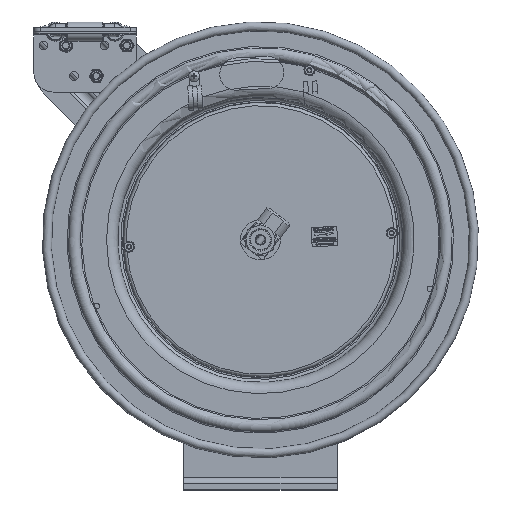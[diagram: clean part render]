
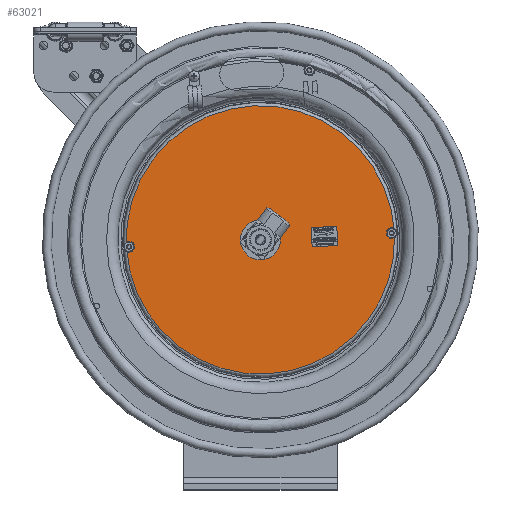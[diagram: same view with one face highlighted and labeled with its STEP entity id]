
A CAD part, top view. The second image highlights one B-rep face of the part: STEP entity #63021.
In plain terms, the highlighted planar face has unit normal (0, 0, 1).
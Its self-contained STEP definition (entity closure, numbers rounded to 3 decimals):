
#3416=FACE_BOUND('',#9583,.T.);
#3417=FACE_BOUND('',#9584,.T.);
#3418=FACE_BOUND('',#9585,.T.);
#4783=PLANE('',#66433);
#6929=FACE_OUTER_BOUND('',#9582,.T.);
#9582=EDGE_LOOP('',(#55837,#55838));
#9583=EDGE_LOOP('',(#55839));
#9584=EDGE_LOOP('',(#55840));
#9585=EDGE_LOOP('',(#55841));
#23578=CIRCLE('',#66428,5.232);
#23579=CIRCLE('',#66429,5.232);
#23583=CIRCLE('',#66434,0.65);
#23584=CIRCLE('',#66435,0.1);
#23585=CIRCLE('',#66436,0.1);
#31083=VERTEX_POINT('',#111913);
#31084=VERTEX_POINT('',#111914);
#31087=VERTEX_POINT('',#111923);
#31088=VERTEX_POINT('',#111925);
#31089=VERTEX_POINT('',#111927);
#41292=EDGE_CURVE('',#31083,#31084,#23578,.T.);
#41293=EDGE_CURVE('',#31084,#31083,#23579,.T.);
#41297=EDGE_CURVE('',#31087,#31087,#23583,.T.);
#41298=EDGE_CURVE('',#31088,#31088,#23584,.T.);
#41299=EDGE_CURVE('',#31089,#31089,#23585,.T.);
#55837=ORIENTED_EDGE('',*,*,#41292,.T.);
#55838=ORIENTED_EDGE('',*,*,#41293,.T.);
#55839=ORIENTED_EDGE('',*,*,#41297,.F.);
#55840=ORIENTED_EDGE('',*,*,#41298,.T.);
#55841=ORIENTED_EDGE('',*,*,#41299,.T.);
#63021=ADVANCED_FACE('',(#6929,#3416,#3417,#3418),#4783,.T.);
#66428=AXIS2_PLACEMENT_3D('',#111915,#78307,#78308);
#66429=AXIS2_PLACEMENT_3D('',#111916,#78309,#78310);
#66433=AXIS2_PLACEMENT_3D('',#111922,#78317,#78318);
#66434=AXIS2_PLACEMENT_3D('',#111924,#78319,#78320);
#66435=AXIS2_PLACEMENT_3D('',#111926,#78321,#78322);
#66436=AXIS2_PLACEMENT_3D('',#111928,#78323,#78324);
#78307=DIRECTION('center_axis',(0.,0.,
1.));
#78308=DIRECTION('ref_axis',(0.052,-0.999,0.));
#78309=DIRECTION('center_axis',(0.,0.,
1.));
#78310=DIRECTION('ref_axis',(0.052,-0.999,0.));
#78317=DIRECTION('center_axis',(0.,0.,
1.));
#78318=DIRECTION('ref_axis',(-0.999,-0.052,0.));
#78319=DIRECTION('center_axis',(0.,0.,
1.));
#78320=DIRECTION('ref_axis',(0.052,-0.999,0.));
#78321=DIRECTION('center_axis',(0.,0.,
-1.));
#78322=DIRECTION('ref_axis',(-0.052,0.999,0.));
#78323=DIRECTION('center_axis',(0.,0.,
-1.));
#78324=DIRECTION('ref_axis',(-0.052,0.999,0.));
#111913=CARTESIAN_POINT('',(5.078,6.395,-17.702));
#111914=CARTESIAN_POINT('',(10.034,11.89,-17.702));
#111915=CARTESIAN_POINT('Origin',(4.809,11.62,-17.702));
#111916=CARTESIAN_POINT('Origin',(4.809,11.62,-17.702));
#111922=CARTESIAN_POINT('Origin',(4.96,8.683,-17.702));
#111923=CARTESIAN_POINT('',(4.842,10.971,-17.702));
#111924=CARTESIAN_POINT('Origin',(4.809,11.62,-17.702));
#111925=CARTESIAN_POINT('',(9.932,11.784,-17.702));
#111926=CARTESIAN_POINT('Origin',(9.927,11.884,-17.702));
#111927=CARTESIAN_POINT('',(-0.304,11.256,-17.702));
#111928=CARTESIAN_POINT('Origin',(-0.31,11.356,-17.702));
